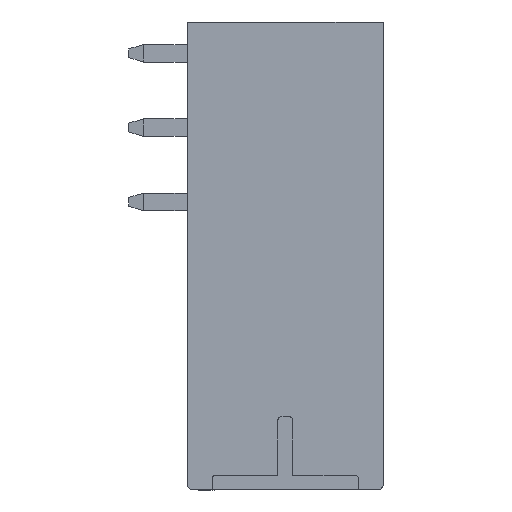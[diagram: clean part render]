
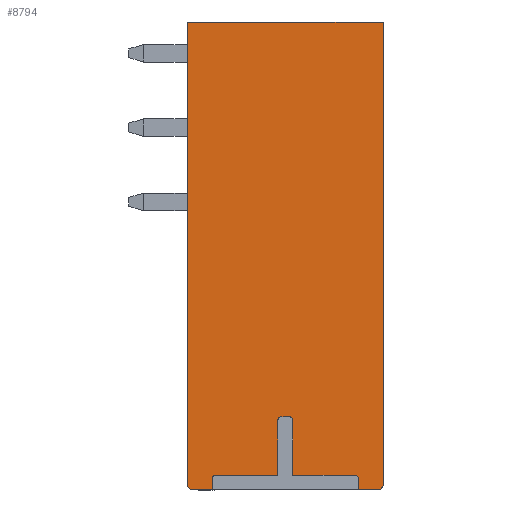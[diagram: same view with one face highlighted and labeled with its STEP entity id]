
A CAD part, front view. The second image highlights one B-rep face of the part: STEP entity #8794.
In plain terms, the highlighted planar face has unit normal (0, -1, 0).
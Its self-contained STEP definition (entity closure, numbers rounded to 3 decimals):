
#911=DIRECTION('',(0.,0.,1.));
#912=VECTOR('',#911,0.8);
#913=CARTESIAN_POINT('',(-5.,-113.6,-16.));
#914=LINE('',#913,#912);
#915=DIRECTION('',(-1.,0.,0.));
#916=VECTOR('',#915,1.3);
#917=CARTESIAN_POINT('',(-5.,-113.6,-16.));
#918=LINE('',#917,#916);
#919=CARTESIAN_POINT('',(-6.3,-113.6,-15.6));
#920=DIRECTION('',(0.,1.,0.));
#921=DIRECTION('',(0.,0.,-1.));
#922=AXIS2_PLACEMENT_3D('',#919,#920,#921);
#924=DIRECTION('',(0.,0.,1.));
#925=VECTOR('',#924,31.6);
#926=CARTESIAN_POINT('',(-6.7,-113.6,-15.6));
#927=LINE('',#926,#925);
#928=DIRECTION('',(1.,0.,0.));
#929=VECTOR('',#928,13.4);
#930=CARTESIAN_POINT('',(-6.7,-113.6,16.));
#931=LINE('',#930,#929);
#932=DIRECTION('',(0.,0.,-1.));
#933=VECTOR('',#932,31.6);
#934=CARTESIAN_POINT('',(6.7,-113.6,16.));
#935=LINE('',#934,#933);
#936=CARTESIAN_POINT('',(6.3,-113.6,-15.6));
#937=DIRECTION('',(0.,1.,0.));
#938=DIRECTION('',(1.,0.,0.));
#939=AXIS2_PLACEMENT_3D('',#936,#937,#938);
#941=DIRECTION('',(-1.,0.,0.));
#942=VECTOR('',#941,1.3);
#943=CARTESIAN_POINT('',(6.3,-113.6,-16.));
#944=LINE('',#943,#942);
#945=DIRECTION('',(0.,0.,1.));
#946=VECTOR('',#945,0.8);
#947=CARTESIAN_POINT('',(5.,-113.6,-16.));
#948=LINE('',#947,#946);
#949=CARTESIAN_POINT('',(4.8,-113.6,-15.2));
#950=DIRECTION('',(0.,1.,0.));
#951=DIRECTION('',(0.,0.,1.));
#952=AXIS2_PLACEMENT_3D('',#949,#950,#951);
#954=DIRECTION('',(1.,0.,0.));
#955=VECTOR('',#954,4.3);
#956=CARTESIAN_POINT('',(0.5,-113.6,-15.));
#957=LINE('',#956,#955);
#958=DIRECTION('',(0.,0.,-1.));
#959=VECTOR('',#958,3.8);
#960=CARTESIAN_POINT('',(0.5,-113.6,-11.2));
#961=LINE('',#960,#959);
#962=CARTESIAN_POINT('',(0.3,-113.6,-11.2));
#963=DIRECTION('',(0.,1.,0.));
#964=DIRECTION('',(0.,0.,1.));
#965=AXIS2_PLACEMENT_3D('',#962,#963,#964);
#967=DIRECTION('',(1.,0.,0.));
#968=VECTOR('',#967,0.6);
#969=CARTESIAN_POINT('',(-0.3,-113.6,-11.));
#970=LINE('',#969,#968);
#971=CARTESIAN_POINT('',(-0.3,-113.6,-11.2));
#972=DIRECTION('',(0.,1.,0.));
#973=DIRECTION('',(-1.,0.,0.));
#974=AXIS2_PLACEMENT_3D('',#971,#972,#973);
#976=DIRECTION('',(0.,0.,1.));
#977=VECTOR('',#976,3.8);
#978=CARTESIAN_POINT('',(-0.5,-113.6,-15.));
#979=LINE('',#978,#977);
#980=DIRECTION('',(1.,0.,0.));
#981=VECTOR('',#980,4.3);
#982=CARTESIAN_POINT('',(-4.8,-113.6,-15.));
#983=LINE('',#982,#981);
#984=CARTESIAN_POINT('',(-4.8,-113.6,-15.2));
#985=DIRECTION('',(0.,1.,0.));
#986=DIRECTION('',(-1.,0.,0.));
#987=AXIS2_PLACEMENT_3D('',#984,#985,#986);
#6456=CARTESIAN_POINT('',(-6.7,-113.6,16.));
#6457=CARTESIAN_POINT('',(6.7,-113.6,16.));
#6458=VERTEX_POINT('',#6456);
#6459=VERTEX_POINT('',#6457);
#6460=CARTESIAN_POINT('',(6.7,-113.6,-15.6));
#6461=VERTEX_POINT('',#6460);
#6462=CARTESIAN_POINT('',(6.3,-113.6,-16.));
#6463=VERTEX_POINT('',#6462);
#6464=CARTESIAN_POINT('',(-6.3,-113.6,-16.));
#6465=CARTESIAN_POINT('',(-6.7,-113.6,-15.6));
#6466=VERTEX_POINT('',#6464);
#6467=VERTEX_POINT('',#6465);
#6540=CARTESIAN_POINT('',(-5.,-113.6,-16.));
#6541=VERTEX_POINT('',#6540);
#6542=CARTESIAN_POINT('',(-5.,-113.6,-15.2));
#6543=VERTEX_POINT('',#6542);
#6544=CARTESIAN_POINT('',(-4.8,-113.6,-15.));
#6545=VERTEX_POINT('',#6544);
#6546=CARTESIAN_POINT('',(-0.5,-113.6,-15.));
#6547=VERTEX_POINT('',#6546);
#6548=CARTESIAN_POINT('',(-0.5,-113.6,-11.2));
#6549=VERTEX_POINT('',#6548);
#6550=CARTESIAN_POINT('',(-0.3,-113.6,-11.));
#6551=VERTEX_POINT('',#6550);
#6552=CARTESIAN_POINT('',(0.3,-113.6,-11.));
#6553=VERTEX_POINT('',#6552);
#6554=CARTESIAN_POINT('',(0.5,-113.6,-11.2));
#6555=VERTEX_POINT('',#6554);
#6556=CARTESIAN_POINT('',(0.5,-113.6,-15.));
#6557=VERTEX_POINT('',#6556);
#6558=CARTESIAN_POINT('',(4.8,-113.6,-15.));
#6559=VERTEX_POINT('',#6558);
#6560=CARTESIAN_POINT('',(5.,-113.6,-15.2));
#6561=VERTEX_POINT('',#6560);
#6562=CARTESIAN_POINT('',(5.,-113.6,-16.));
#6563=VERTEX_POINT('',#6562);
#8753=CARTESIAN_POINT('',(0.,-113.6,0.));
#8754=DIRECTION('',(0.,1.,0.));
#8755=DIRECTION('',(1.,0.,0.));
#8756=AXIS2_PLACEMENT_3D('',#8753,#8754,#8755);
#8757=PLANE('',#8756);
#8759=ORIENTED_EDGE('',*,*,#8758,.F.);
#8760=ORIENTED_EDGE('',*,*,#8355,.T.);
#8762=ORIENTED_EDGE('',*,*,#8761,.T.);
#8764=ORIENTED_EDGE('',*,*,#8763,.T.);
#8766=ORIENTED_EDGE('',*,*,#8765,.T.);
#8768=ORIENTED_EDGE('',*,*,#8767,.T.);
#8770=ORIENTED_EDGE('',*,*,#8769,.T.);
#8771=ORIENTED_EDGE('',*,*,#8363,.T.);
#8773=ORIENTED_EDGE('',*,*,#8772,.T.);
#8775=ORIENTED_EDGE('',*,*,#8774,.F.);
#8777=ORIENTED_EDGE('',*,*,#8776,.F.);
#8779=ORIENTED_EDGE('',*,*,#8778,.F.);
#8781=ORIENTED_EDGE('',*,*,#8780,.F.);
#8783=ORIENTED_EDGE('',*,*,#8782,.F.);
#8785=ORIENTED_EDGE('',*,*,#8784,.F.);
#8787=ORIENTED_EDGE('',*,*,#8786,.F.);
#8789=ORIENTED_EDGE('',*,*,#8788,.F.);
#8791=ORIENTED_EDGE('',*,*,#8790,.F.);
#8792=EDGE_LOOP('',(#8759,#8760,#8762,#8764,#8766,#8768,#8770,#8771,#8773,#8775,
#8777,#8779,#8781,#8783,#8785,#8787,#8789,#8791));
#8793=FACE_OUTER_BOUND('',#8792,.F.);
#923=CIRCLE('',#922,0.4);
#940=CIRCLE('',#939,0.4);
#953=CIRCLE('',#952,0.2);
#966=CIRCLE('',#965,0.2);
#975=CIRCLE('',#974,0.2);
#988=CIRCLE('',#987,0.2);
#8355=EDGE_CURVE('',#6541,#6466,#918,.T.);
#8363=EDGE_CURVE('',#6463,#6563,#944,.T.);
#8758=EDGE_CURVE('',#6541,#6543,#914,.T.);
#8761=EDGE_CURVE('',#6466,#6467,#923,.T.);
#8763=EDGE_CURVE('',#6467,#6458,#927,.T.);
#8765=EDGE_CURVE('',#6458,#6459,#931,.T.);
#8767=EDGE_CURVE('',#6459,#6461,#935,.T.);
#8769=EDGE_CURVE('',#6461,#6463,#940,.T.);
#8772=EDGE_CURVE('',#6563,#6561,#948,.T.);
#8774=EDGE_CURVE('',#6559,#6561,#953,.T.);
#8776=EDGE_CURVE('',#6557,#6559,#957,.T.);
#8778=EDGE_CURVE('',#6555,#6557,#961,.T.);
#8780=EDGE_CURVE('',#6553,#6555,#966,.T.);
#8782=EDGE_CURVE('',#6551,#6553,#970,.T.);
#8784=EDGE_CURVE('',#6549,#6551,#975,.T.);
#8786=EDGE_CURVE('',#6547,#6549,#979,.T.);
#8788=EDGE_CURVE('',#6545,#6547,#983,.T.);
#8790=EDGE_CURVE('',#6543,#6545,#988,.T.);
#8794=ADVANCED_FACE('',(#8793),#8757,.F.);
